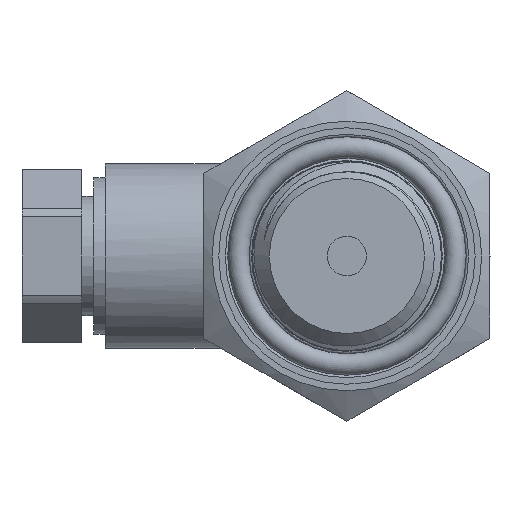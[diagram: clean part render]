
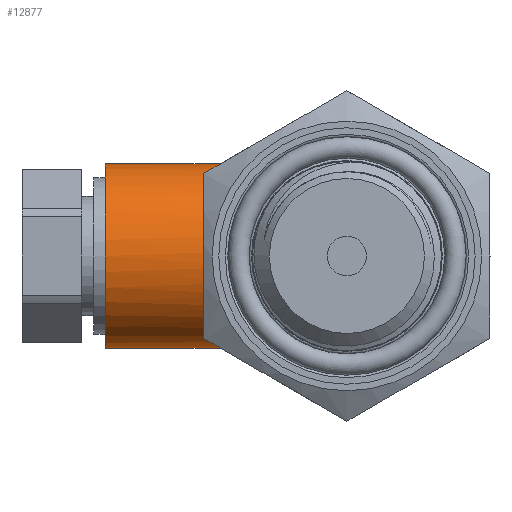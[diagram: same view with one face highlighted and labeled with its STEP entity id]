
A CAD part, left-side view. The second image highlights one B-rep face of the part: STEP entity #12877.
In plain terms, the highlighted cylindrical face has radius 7.75 mm (diameter 15.5 mm), a full revolution.
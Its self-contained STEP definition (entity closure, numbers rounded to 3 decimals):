
#105=ELLIPSE('',#13509,7.752,7.75);
#1353=FACE_OUTER_BOUND('',#2098,.T.);
#2098=EDGE_LOOP('',(#11744,#11745,#11746,#11747,#11748,#11749,#11750,#11751,
#11752,#11753,#11754,#11755,#11756));
#2354=CIRCLE('',#13507,7.75);
#2355=CIRCLE('',#13508,7.75);
#2356=CIRCLE('',#13510,7.75);
#2357=CIRCLE('',#13511,7.75);
#2358=CIRCLE('',#13512,7.75);
#3098=B_SPLINE_CURVE_WITH_KNOTS('',3,(#58533,#58534,#58535,#58536,#58537,
#58538),.UNSPECIFIED.,.F.,.F.,(4,2,4),(0.,0.197,0.394),
 .UNSPECIFIED.);
#3104=B_SPLINE_CURVE_WITH_KNOTS('',3,(#61570,#61571,#61572,#61573,#61574,
#61575),.UNSPECIFIED.,.F.,.F.,(4,2,4),(-0.394,-0.197,
0.),.UNSPECIFIED.);
#3105=B_SPLINE_CURVE_WITH_KNOTS('',3,(#61577,#61578,#61579,#61580,#61581,
#61582),.UNSPECIFIED.,.F.,.F.,(4,2,4),(-1.208,-1.012,
-0.815),.UNSPECIFIED.);
#3106=B_SPLINE_CURVE_WITH_KNOTS('',3,(#61586,#61587,#61588,#61589,#61590,
#61591,#61592,#61593,#61594,#61595),.UNSPECIFIED.,.F.,.F.,(4,2,2,2,4),(-1.982,
-1.821,-1.654,-1.486,-1.325),
 .UNSPECIFIED.);
#3107=B_SPLINE_CURVE_WITH_KNOTS('',3,(#61598,#61599,#61600,#61601,#61602,
#61603),.UNSPECIFIED.,.F.,.F.,(4,2,4),(-0.394,-0.197,
0.),.UNSPECIFIED.);
#3963=LINE('',#61562,#4910);
#4910=VECTOR('',#15525,7.75);
#6213=VERTEX_POINT('',#58530);
#6214=VERTEX_POINT('',#58532);
#6217=VERTEX_POINT('',#61560);
#6218=VERTEX_POINT('',#61563);
#6219=VERTEX_POINT('',#61565);
#6220=VERTEX_POINT('',#61567);
#6221=VERTEX_POINT('',#61569);
#6222=VERTEX_POINT('',#61576);
#6223=VERTEX_POINT('',#61583);
#6224=VERTEX_POINT('',#61585);
#6225=VERTEX_POINT('',#61596);
#8084=EDGE_CURVE('',#6214,#6213,#3098,.T.);
#8093=EDGE_CURVE('',#6217,#6217,#2354,.T.);
#8094=EDGE_CURVE('',#6217,#6214,#3963,.T.);
#8095=EDGE_CURVE('',#6213,#6218,#2355,.F.);
#8096=EDGE_CURVE('',#6218,#6219,#105,.F.);
#8097=EDGE_CURVE('',#6219,#6220,#2356,.F.);
#8098=EDGE_CURVE('',#6220,#6221,#3104,.T.);
#8099=EDGE_CURVE('',#6221,#6222,#3105,.T.);
#8100=EDGE_CURVE('',#6222,#6223,#2357,.F.);
#8101=EDGE_CURVE('',#6223,#6224,#3106,.T.);
#8102=EDGE_CURVE('',#6224,#6225,#2358,.F.);
#8103=EDGE_CURVE('',#6225,#6214,#3107,.T.);
#11744=ORIENTED_EDGE('',*,*,#8093,.T.);
#11745=ORIENTED_EDGE('',*,*,#8094,.T.);
#11746=ORIENTED_EDGE('',*,*,#8084,.T.);
#11747=ORIENTED_EDGE('',*,*,#8095,.T.);
#11748=ORIENTED_EDGE('',*,*,#8096,.T.);
#11749=ORIENTED_EDGE('',*,*,#8097,.T.);
#11750=ORIENTED_EDGE('',*,*,#8098,.T.);
#11751=ORIENTED_EDGE('',*,*,#8099,.T.);
#11752=ORIENTED_EDGE('',*,*,#8100,.T.);
#11753=ORIENTED_EDGE('',*,*,#8101,.T.);
#11754=ORIENTED_EDGE('',*,*,#8102,.T.);
#11755=ORIENTED_EDGE('',*,*,#8103,.T.);
#11756=ORIENTED_EDGE('',*,*,#8094,.F.);
#12222=CYLINDRICAL_SURFACE('',#13506,7.75);
#12877=ADVANCED_FACE('',(#1353),#12222,.T.);
#13506=AXIS2_PLACEMENT_3D('',#61559,#15521,#15522);
#13507=AXIS2_PLACEMENT_3D('',#61561,#15523,#15524);
#13508=AXIS2_PLACEMENT_3D('',#61564,#15526,#15527);
#13509=AXIS2_PLACEMENT_3D('',#61566,#15528,#15529);
#13510=AXIS2_PLACEMENT_3D('',#61568,#15530,#15531);
#13511=AXIS2_PLACEMENT_3D('',#61584,#15532,#15533);
#13512=AXIS2_PLACEMENT_3D('',#61597,#15534,#15535);
#15521=DIRECTION('center_axis',(0.,1.,0.));
#15522=DIRECTION('ref_axis',(0.,0.,-1.));
#15523=DIRECTION('center_axis',(0.,-1.,0.));
#15524=DIRECTION('ref_axis',(0.,0.,-1.));
#15525=DIRECTION('',(0.,-1.,0.));
#15526=DIRECTION('center_axis',(0.,-1.,0.));
#15527=DIRECTION('ref_axis',(0.,0.,-1.));
#15528=DIRECTION('center_axis',(-0.021,-1.,
0.));
#15529=DIRECTION('ref_axis',(1.,-0.021,0.));
#15530=DIRECTION('center_axis',(0.,-1.,0.));
#15531=DIRECTION('ref_axis',(0.,0.,-1.));
#15532=DIRECTION('center_axis',(0.,-1.,0.));
#15533=DIRECTION('ref_axis',(0.,0.,-1.));
#15534=DIRECTION('center_axis',(0.,-1.,0.));
#15535=DIRECTION('ref_axis',(0.,0.,-1.));
#58530=CARTESIAN_POINT('',(3.808,7.75,6.75));
#58532=CARTESIAN_POINT('',(0.,6.75,7.75));
#58533=CARTESIAN_POINT('Ctrl Pts',(0.,6.75,7.75));
#58534=CARTESIAN_POINT('Ctrl Pts',(0.618,6.972,7.75));
#58535=CARTESIAN_POINT('Ctrl Pts',(1.289,7.215,7.672));
#58536=CARTESIAN_POINT('Ctrl Pts',(2.598,7.602,7.333));
#58537=CARTESIAN_POINT('Ctrl Pts',(3.236,7.75,7.072));
#58538=CARTESIAN_POINT('Ctrl Pts',(3.808,7.75,6.75));
#61559=CARTESIAN_POINT('Origin',(0.,3.5,0.));
#61560=CARTESIAN_POINT('',(0.,20.25,7.75));
#61561=CARTESIAN_POINT('Origin',(0.,20.25,0.));
#61562=CARTESIAN_POINT('',(0.,3.5,7.75));
#61563=CARTESIAN_POINT('',(6.5,7.75,4.22));
#61564=CARTESIAN_POINT('Origin',(0.,7.75,0.));
#61565=CARTESIAN_POINT('',(6.5,7.75,-4.22));
#61566=CARTESIAN_POINT('Origin',(0.,7.885,0.));
#61567=CARTESIAN_POINT('',(3.808,7.75,-6.75));
#61568=CARTESIAN_POINT('Origin',(0.,7.75,0.));
#61569=CARTESIAN_POINT('',(0.,6.75,-7.75));
#61570=CARTESIAN_POINT('Ctrl Pts',(3.808,7.75,-6.75));
#61571=CARTESIAN_POINT('Ctrl Pts',(3.236,7.75,-7.072));
#61572=CARTESIAN_POINT('Ctrl Pts',(2.598,7.602,-7.333));
#61573=CARTESIAN_POINT('Ctrl Pts',(1.289,7.215,-7.672));
#61574=CARTESIAN_POINT('Ctrl Pts',(0.618,6.972,-7.75));
#61575=CARTESIAN_POINT('Ctrl Pts',(0.,6.75,-7.75));
#61576=CARTESIAN_POINT('',(-3.808,7.75,-6.75));
#61577=CARTESIAN_POINT('Ctrl Pts',(0.,6.75,-7.75));
#61578=CARTESIAN_POINT('Ctrl Pts',(-0.618,6.972,-7.75));
#61579=CARTESIAN_POINT('Ctrl Pts',(-1.289,7.215,-7.672));
#61580=CARTESIAN_POINT('Ctrl Pts',(-2.598,7.602,-7.333));
#61581=CARTESIAN_POINT('Ctrl Pts',(-3.236,7.75,-7.072));
#61582=CARTESIAN_POINT('Ctrl Pts',(-3.808,7.75,-6.75));
#61583=CARTESIAN_POINT('',(-7.,7.75,-3.326));
#61584=CARTESIAN_POINT('Origin',(0.,7.75,0.));
#61585=CARTESIAN_POINT('',(-7.,7.75,3.326));
#61586=CARTESIAN_POINT('Ctrl Pts',(-7.,7.75,-3.326));
#61587=CARTESIAN_POINT('Ctrl Pts',(-7.232,7.75,-2.839));
#61588=CARTESIAN_POINT('Ctrl Pts',(-7.424,7.668,-2.295));
#61589=CARTESIAN_POINT('Ctrl Pts',(-7.686,7.495,-1.157));
#61590=CARTESIAN_POINT('Ctrl Pts',(-7.75,7.411,-0.559));
#61591=CARTESIAN_POINT('Ctrl Pts',(-7.75,7.411,0.559));
#61592=CARTESIAN_POINT('Ctrl Pts',(-7.686,7.495,1.157));
#61593=CARTESIAN_POINT('Ctrl Pts',(-7.424,7.668,2.295));
#61594=CARTESIAN_POINT('Ctrl Pts',(-7.232,7.75,2.839));
#61595=CARTESIAN_POINT('Ctrl Pts',(-7.,7.75,3.326));
#61596=CARTESIAN_POINT('',(-3.808,7.75,6.75));
#61597=CARTESIAN_POINT('Origin',(0.,7.75,0.));
#61598=CARTESIAN_POINT('Ctrl Pts',(-3.808,7.75,6.75));
#61599=CARTESIAN_POINT('Ctrl Pts',(-3.236,7.75,7.072));
#61600=CARTESIAN_POINT('Ctrl Pts',(-2.598,7.602,7.333));
#61601=CARTESIAN_POINT('Ctrl Pts',(-1.289,7.215,7.672));
#61602=CARTESIAN_POINT('Ctrl Pts',(-0.618,6.972,7.75));
#61603=CARTESIAN_POINT('Ctrl Pts',(0.,6.75,7.75));
